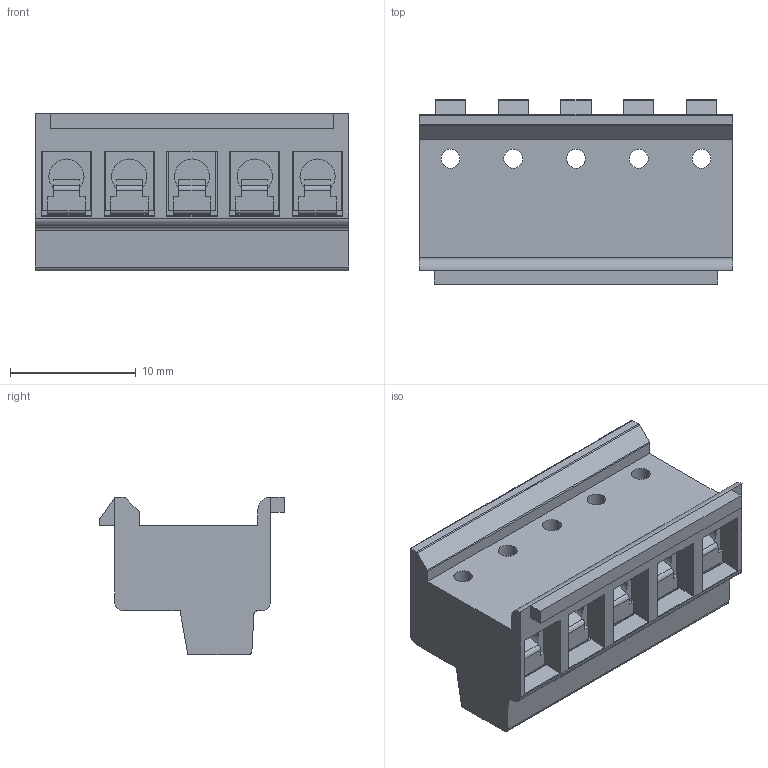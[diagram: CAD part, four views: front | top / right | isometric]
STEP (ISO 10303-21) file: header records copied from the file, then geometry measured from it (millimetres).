
FILE_DESCRIPTION((''),'2;1');
FILE_NAME('TL221T-XXP-XC','2024-12-03T11:52:41',('sheji'),(''),'CREO PARAMETRIC BY PTC INC, 2018100','CREO PARAMETRIC BY PTC INC, 2018100','');
FILE_SCHEMA(('CONFIG_CONTROL_DESIGN'));
Length unit declared in the file: millimetre
Products named in the file (1): TL221T-XXP-XC
Bounding box: 25 x 14.7 x 12.55 mm (x, y, z)
Volume: 2371.6 mm3; surface area: 2340.5 mm2
Topology: 1 solids, 1 shells, 297 faces, 793 edges, 518 vertices
Faces by surface type: plane 229, cylinder 68
Entity records: 9235 total; most frequent: CARTESIAN_POINT 1608, ORIENTED_EDGE 1586, DIRECTION 1533, EDGE_CURVE 793, VECTOR 647, LINE 647, VERTEX_POINT 518, AXIS2_PLACEMENT_3D 443
